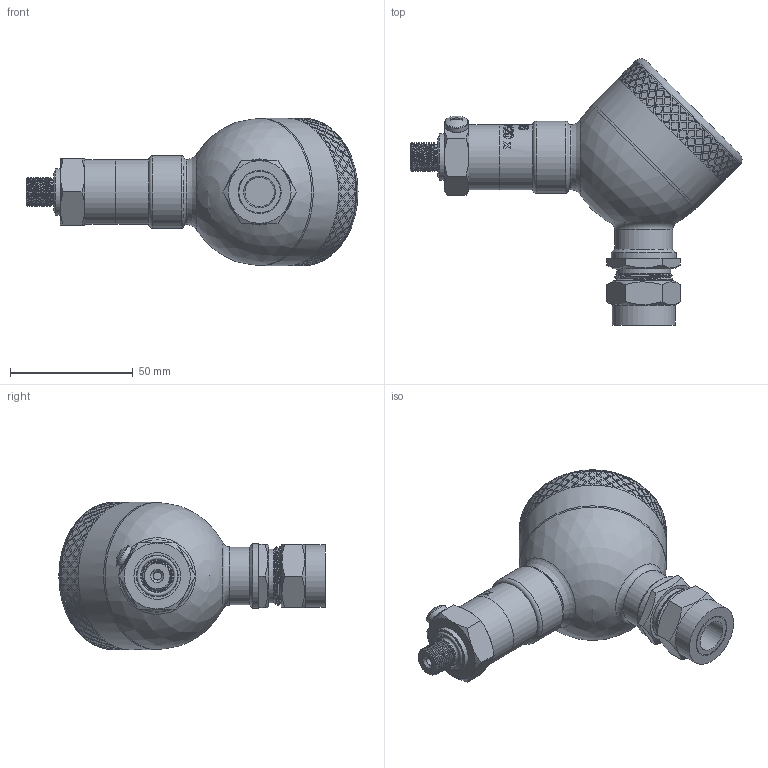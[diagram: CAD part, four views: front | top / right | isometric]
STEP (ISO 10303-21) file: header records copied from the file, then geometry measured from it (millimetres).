
FILE_DESCRIPTION(/* description */ (''),/* implementation_level */ '2;1');
FILE_NAME(/* name */ 'APZ3420x_M12x1DIN_CableGlandM20x1,5Exd.step',/* time_stamp */ '2021-07-02T14:21:37+03:00',/* author */ (''),/* organization */ (''),/* preprocessor_version */ 'ST-DEVELOPER v18.1',/* originating_system */ 'Autodesk Translation Framework v10.9.0.1377',/* authorisation */ '');
FILE_SCHEMA (('AUTOMOTIVE_DESIGN { 1 0 10303 214 3 1 1 }'));
Length unit declared in the file: millimetre
Products named in the file (7): АПЗ 3420 х заполненный; M12x1 DIN; Field housing; Main body; Cover without display; screw M6x1 v1; M20x1,5 steel cable gland Ex d v3
Assembly tree (6 placements, depth 3):
  АПЗ 3420 х заполненный
    M12x1 DIN
    Field housing
      Main body
      Cover without display
    screw M6x1 v1
    M20x1,5 steel cable gland Ex d v3
Bounding box: 135.42 x 108.62 x 60.1 mm (x, y, z)
Volume: 241080.3 mm3; surface area: 40248.6 mm2
Topology: 6 solids, 6 shells, 1430 faces, 3499 edges, 2321 vertices
Faces by surface type: bspline 900, cylinder 325, plane 157, cone 28, torus 18, sphere 2
Full cylindrical faces by diameter (mm): 3.3 x1, 4.744 x3, 5.035 x2, 5.884 x4, 6.147 x1, 9.6 x1, 10.5 x1, 10.741 x9, 11.884 x8, 12 x1, 13 x1, 13.5 x1, 16.7 x1, 17 x2, 17.6 x1, 18.137 x7, 19 x1, 19.85 x6, 21 x1, 22 x1, 22.132 x1, 22.4 x1, 23.6 x1, 24.5 x2, 25.6 x1, 26.5 x3, 29.5 x1, 57.2 x1, 60 x2
Entity records: 63455 total; most frequent: CARTESIAN_POINT 37215, ORIENTED_EDGE 6992, EDGE_CURVE 3496, B_SPLINE_CURVE_WITH_KNOTS 2643, VERTEX_POINT 2321, DIRECTION 2233, EDGE_LOOP 1677, FACE_OUTER_BOUND 1430
